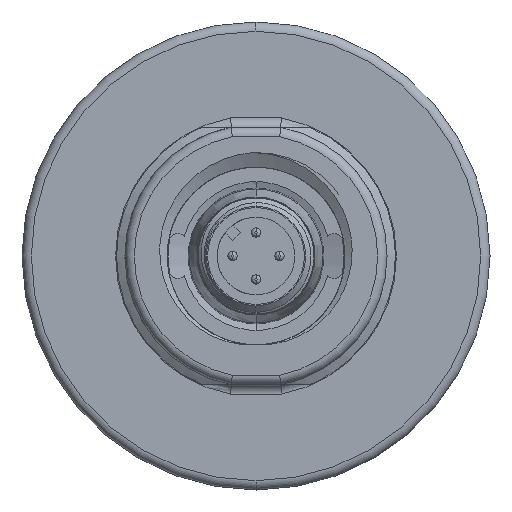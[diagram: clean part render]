
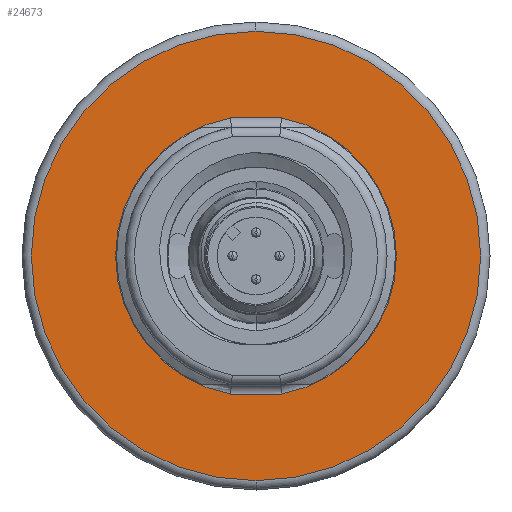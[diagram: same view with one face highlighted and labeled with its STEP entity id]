
A CAD part, front view. The second image highlights one B-rep face of the part: STEP entity #24673.
In plain terms, the highlighted planar face has unit normal (0, -1, 0).
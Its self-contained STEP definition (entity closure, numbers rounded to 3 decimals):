
#3666=CARTESIAN_POINT('',(0.,-3.,0.));
#3667=DIRECTION('',(0.,-1.,0.));
#3668=DIRECTION('',(-0.182,0.,0.983));
#3669=AXIS2_PLACEMENT_3D('',#3666,#3667,#3668);
#3671=DIRECTION('',(1.,0.,0.));
#3672=VECTOR('',#3671,5.454);
#3673=CARTESIAN_POINT('',(-2.727,-3.,-14.75));
#3674=LINE('',#3673,#3672);
#3675=CARTESIAN_POINT('',(0.,-3.,0.));
#3676=DIRECTION('',(0.,-1.,0.));
#3677=DIRECTION('',(0.182,0.,-0.983));
#3678=AXIS2_PLACEMENT_3D('',#3675,#3676,#3677);
#3680=DIRECTION('',(-1.,0.,0.));
#3681=VECTOR('',#3680,5.454);
#3682=CARTESIAN_POINT('',(2.727,-3.,14.75));
#3683=LINE('',#3682,#3681);
#3684=CARTESIAN_POINT('',(0.,-3.,0.));
#3685=DIRECTION('',(0.,1.,0.));
#3686=DIRECTION('',(0.,0.,-1.));
#3687=AXIS2_PLACEMENT_3D('',#3684,#3685,#3686);
#3689=CARTESIAN_POINT('',(0.,-3.,0.));
#3690=DIRECTION('',(0.,1.,0.));
#3691=DIRECTION('',(0.,0.,1.));
#3692=AXIS2_PLACEMENT_3D('',#3689,#3690,#3691);
#5021=CARTESIAN_POINT('',(-2.727,-3.,14.75));
#5022=CARTESIAN_POINT('',(-2.727,-3.,-14.75));
#5023=VERTEX_POINT('',#5021);
#5024=VERTEX_POINT('',#5022);
#5029=CARTESIAN_POINT('',(2.727,-3.,-14.75));
#5030=CARTESIAN_POINT('',(2.727,-3.,14.75));
#5031=VERTEX_POINT('',#5029);
#5032=VERTEX_POINT('',#5030);
#5057=CARTESIAN_POINT('',(0.,-3.,-24.));
#5058=CARTESIAN_POINT('',(0.,-3.,24.));
#5059=VERTEX_POINT('',#5057);
#5060=VERTEX_POINT('',#5058);
#24654=CARTESIAN_POINT('',(0.,-3.,0.));
#24655=DIRECTION('',(0.,-1.,0.));
#24656=DIRECTION('',(0.,0.,1.));
#24657=AXIS2_PLACEMENT_3D('',#24654,#24655,#24656);
#24658=PLANE('',#24657);
#24660=ORIENTED_EDGE('',*,*,#24659,.T.);
#24662=ORIENTED_EDGE('',*,*,#24661,.T.);
#24663=EDGE_LOOP('',(#24660,#24662));
#24664=FACE_OUTER_BOUND('',#24663,.F.);
#24666=ORIENTED_EDGE('',*,*,#24665,.T.);
#24667=ORIENTED_EDGE('',*,*,#24632,.T.);
#24668=ORIENTED_EDGE('',*,*,#24645,.T.);
#24670=ORIENTED_EDGE('',*,*,#24669,.T.);
#24671=EDGE_LOOP('',(#24666,#24667,#24668,#24670));
#24672=FACE_BOUND('',#24671,.F.);
#24673=ADVANCED_FACE('',(#24664,#24672),#24658,.T.);
#3670=CIRCLE('',#3669,15.);
#3679=CIRCLE('',#3678,15.);
#3688=CIRCLE('',#3687,24.);
#3693=CIRCLE('',#3692,24.);
#24632=EDGE_CURVE('',#5024,#5031,#3674,.T.);
#24645=EDGE_CURVE('',#5031,#5032,#3679,.T.);
#24659=EDGE_CURVE('',#5059,#5060,#3688,.T.);
#24661=EDGE_CURVE('',#5060,#5059,#3693,.T.);
#24665=EDGE_CURVE('',#5023,#5024,#3670,.T.);
#24669=EDGE_CURVE('',#5032,#5023,#3683,.T.);
